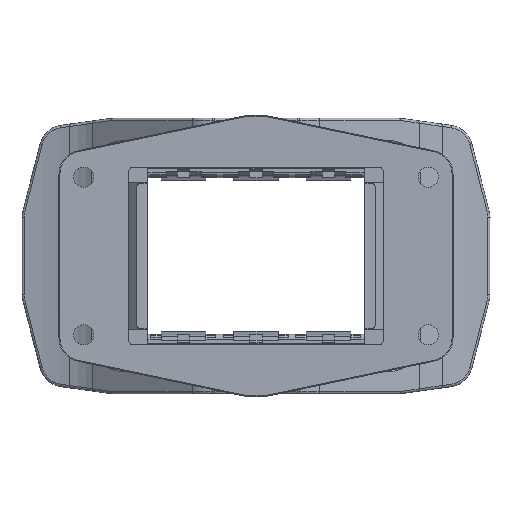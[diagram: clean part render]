
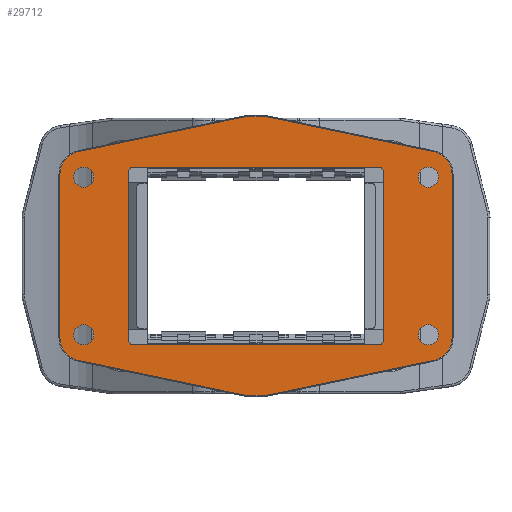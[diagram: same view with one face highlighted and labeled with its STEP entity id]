
A CAD part, front view. The second image highlights one B-rep face of the part: STEP entity #29712.
In plain terms, the highlighted planar face has unit normal (0, -1, 0).
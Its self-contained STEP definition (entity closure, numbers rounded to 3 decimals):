
#7961=DIRECTION('',(-0.979,0.,0.205));
#7962=VECTOR('',#7961,34.7);
#7963=CARTESIAN_POINT('',(-1.85,-63.23,-28.3));
#7964=LINE('',#7963,#7962);
#7965=CARTESIAN_POINT('',(-34.85,-63.23,-16.588));
#7966=DIRECTION('',(0.,1.,0.));
#7967=DIRECTION('',(-0.205,0.,-0.979));
#7968=AXIS2_PLACEMENT_3D('',#7965,#7966,#7967);
#7970=CARTESIAN_POINT('',(-34.85,-63.23,16.588));
#7971=DIRECTION('',(0.,1.,0.));
#7972=DIRECTION('',(-1.,0.,0.));
#7973=AXIS2_PLACEMENT_3D('',#7970,#7971,#7972);
#7975=DIRECTION('',(0.979,0.,0.205));
#7976=VECTOR('',#7975,34.7);
#7977=CARTESIAN_POINT('',(-35.813,-63.23,
21.188));
#7978=LINE('',#7977,#7976);
#7979=DIRECTION('',(0.979,0.,-0.205));
#7980=VECTOR('',#7979,34.7);
#7981=CARTESIAN_POINT('',(2.35,-63.23,28.3));
#7982=LINE('',#7981,#7980);
#7983=CARTESIAN_POINT('',(35.35,-63.23,16.588));
#7984=DIRECTION('',(0.,1.,0.));
#7985=DIRECTION('',(0.205,0.,0.979));
#7986=AXIS2_PLACEMENT_3D('',#7983,#7984,#7985);
#7988=CARTESIAN_POINT('',(35.35,-63.23,-16.588));
#7989=DIRECTION('',(0.,1.,0.));
#7990=DIRECTION('',(1.,0.,0.));
#7991=AXIS2_PLACEMENT_3D('',#7988,#7989,#7990);
#7993=DIRECTION('',(-0.979,0.,-0.205));
#7994=VECTOR('',#7993,34.7);
#7995=CARTESIAN_POINT('',(36.313,-63.23,
-21.188));
#7996=LINE('',#7995,#7994);
#7997=CARTESIAN_POINT('',(35.25,-63.23,16.));
#7998=DIRECTION('',(0.,-1.,0.));
#7999=DIRECTION('',(1.,0.,0.));
#8000=AXIS2_PLACEMENT_3D('',#7997,#7998,#7999);
#8002=CARTESIAN_POINT('',(35.25,-63.23,16.));
#8003=DIRECTION('',(0.,-1.,0.));
#8004=DIRECTION('',(-1.,0.,0.));
#8005=AXIS2_PLACEMENT_3D('',#8002,#8003,#8004);
#8007=CARTESIAN_POINT('',(-34.75,-63.23,-16.));
#8008=DIRECTION('',(0.,-1.,0.));
#8009=DIRECTION('',(1.,0.,0.));
#8010=AXIS2_PLACEMENT_3D('',#8007,#8008,#8009);
#8012=CARTESIAN_POINT('',(-34.75,-63.23,-16.));
#8013=DIRECTION('',(0.,-1.,0.));
#8014=DIRECTION('',(-1.,0.,0.));
#8015=AXIS2_PLACEMENT_3D('',#8012,#8013,#8014);
#8017=CARTESIAN_POINT('',(-34.75,-63.23,16.));
#8018=DIRECTION('',(0.,-1.,0.));
#8019=DIRECTION('',(1.,0.,0.));
#8020=AXIS2_PLACEMENT_3D('',#8017,#8018,#8019);
#8022=CARTESIAN_POINT('',(-34.75,-63.23,16.));
#8023=DIRECTION('',(0.,-1.,0.));
#8024=DIRECTION('',(-1.,0.,0.));
#8025=AXIS2_PLACEMENT_3D('',#8022,#8023,#8024);
#8027=CARTESIAN_POINT('',(35.25,-63.23,-16.));
#8028=DIRECTION('',(0.,-1.,0.));
#8029=DIRECTION('',(1.,0.,0.));
#8030=AXIS2_PLACEMENT_3D('',#8027,#8028,#8029);
#8032=CARTESIAN_POINT('',(35.25,-63.23,-16.));
#8033=DIRECTION('',(0.,-1.,0.));
#8034=DIRECTION('',(-1.,0.,0.));
#8035=AXIS2_PLACEMENT_3D('',#8032,#8033,#8034);
#8037=CARTESIAN_POINT('',(25.15,-63.23,-17.));
#8038=DIRECTION('',(0.,-1.,0.));
#8039=DIRECTION('',(0.,0.,-1.));
#8040=AXIS2_PLACEMENT_3D('',#8037,#8038,#8039);
#8042=CARTESIAN_POINT('',(25.15,-63.23,17.));
#8043=DIRECTION('',(0.,-1.,0.));
#8044=DIRECTION('',(1.,0.,0.));
#8045=AXIS2_PLACEMENT_3D('',#8042,#8043,#8044);
#8047=CARTESIAN_POINT('',(-24.65,-63.23,17.));
#8048=DIRECTION('',(0.,-1.,0.));
#8049=DIRECTION('',(0.,0.,1.));
#8050=AXIS2_PLACEMENT_3D('',#8047,#8048,#8049);
#8052=CARTESIAN_POINT('',(-24.65,-63.23,-17.));
#8053=DIRECTION('',(0.,-1.,0.));
#8054=DIRECTION('',(-1.,0.,0.));
#8055=AXIS2_PLACEMENT_3D('',#8052,#8053,#8054);
#8061=DIRECTION('',(0.,0.,-1.));
#8062=VECTOR('',#8061,33.175);
#8063=CARTESIAN_POINT('',(-39.55,-63.23,16.588));
#8064=LINE('',#8063,#8062);
#8077=DIRECTION('',(-1.,0.,0.));
#8078=VECTOR('',#8077,4.2);
#8079=CARTESIAN_POINT('',(2.35,-63.23,28.3));
#8080=LINE('',#8079,#8078);
#8093=DIRECTION('',(0.,0.,1.));
#8094=VECTOR('',#8093,33.175);
#8095=CARTESIAN_POINT('',(40.05,-63.23,-16.588));
#8096=LINE('',#8095,#8094);
#8113=DIRECTION('',(1.,0.,0.));
#8114=VECTOR('',#8113,4.2);
#8115=CARTESIAN_POINT('',(-1.85,-63.23,-28.3));
#8116=LINE('',#8115,#8114);
#9859=DIRECTION('',(0.,0.,1.));
#9860=VECTOR('',#9859,34.);
#9861=CARTESIAN_POINT('',(-25.65,-63.23,-17.));
#9862=LINE('',#9861,#9860);
#9892=DIRECTION('',(-1.,0.,0.));
#9893=VECTOR('',#9892,49.8);
#9894=CARTESIAN_POINT('',(25.15,-63.23,-18.));
#9895=LINE('',#9894,#9893);
#9900=DIRECTION('',(1.,0.,0.));
#9901=VECTOR('',#9900,49.8);
#9902=CARTESIAN_POINT('',(-24.65,-63.23,18.));
#9903=LINE('',#9902,#9901);
#11628=DIRECTION('',(0.,0.,-1.));
#11629=VECTOR('',#11628,34.);
#11630=CARTESIAN_POINT('',(26.15,-63.23,17.));
#11631=LINE('',#11630,#11629);
#17187=CARTESIAN_POINT('',(25.15,-63.23,-18.));
#17188=CARTESIAN_POINT('',(26.15,-63.23,-17.));
#17189=VERTEX_POINT('',#17187);
#17190=VERTEX_POINT('',#17188);
#17191=CARTESIAN_POINT('',(26.15,-63.23,17.));
#17192=CARTESIAN_POINT('',(25.15,-63.23,18.));
#17193=VERTEX_POINT('',#17191);
#17194=VERTEX_POINT('',#17192);
#17195=CARTESIAN_POINT('',(-24.65,-63.23,18.));
#17196=CARTESIAN_POINT('',(-25.65,-63.23,17.));
#17197=VERTEX_POINT('',#17195);
#17198=VERTEX_POINT('',#17196);
#17199=CARTESIAN_POINT('',(-25.65,-63.23,-17.));
#17200=CARTESIAN_POINT('',(-24.65,-63.23,-18.));
#17201=VERTEX_POINT('',#17199);
#17202=VERTEX_POINT('',#17200);
#17203=CARTESIAN_POINT('',(37.3,-63.23,16.));
#17204=CARTESIAN_POINT('',(33.2,-63.23,16.));
#17205=VERTEX_POINT('',#17203);
#17206=VERTEX_POINT('',#17204);
#17207=CARTESIAN_POINT('',(-32.7,-63.23,-16.));
#17208=CARTESIAN_POINT('',(-36.8,-63.23,-16.));
#17209=VERTEX_POINT('',#17207);
#17210=VERTEX_POINT('',#17208);
#17211=CARTESIAN_POINT('',(-32.7,-63.23,16.));
#17212=CARTESIAN_POINT('',(-36.8,-63.23,16.));
#17213=VERTEX_POINT('',#17211);
#17214=VERTEX_POINT('',#17212);
#17215=CARTESIAN_POINT('',(37.3,-63.23,-16.));
#17216=CARTESIAN_POINT('',(33.2,-63.23,-16.));
#17217=VERTEX_POINT('',#17215);
#17218=VERTEX_POINT('',#17216);
#17219=CARTESIAN_POINT('',(-1.85,-63.23,-28.3));
#17220=CARTESIAN_POINT('',(-35.813,-63.23,
-21.188));
#17221=VERTEX_POINT('',#17219);
#17222=VERTEX_POINT('',#17220);
#17223=CARTESIAN_POINT('',(-39.55,-63.23,-16.588));
#17224=VERTEX_POINT('',#17223);
#17225=CARTESIAN_POINT('',(-39.55,-63.23,16.588));
#17226=CARTESIAN_POINT('',(-35.813,-63.23,
21.188));
#17227=VERTEX_POINT('',#17225);
#17228=VERTEX_POINT('',#17226);
#17229=CARTESIAN_POINT('',(-1.85,-63.23,28.3));
#17230=VERTEX_POINT('',#17229);
#17231=CARTESIAN_POINT('',(2.35,-63.23,28.3));
#17232=CARTESIAN_POINT('',(36.313,-63.23,
21.188));
#17233=VERTEX_POINT('',#17231);
#17234=VERTEX_POINT('',#17232);
#17235=CARTESIAN_POINT('',(40.05,-63.23,16.588));
#17236=VERTEX_POINT('',#17235);
#17237=CARTESIAN_POINT('',(40.05,-63.23,-16.588));
#17238=CARTESIAN_POINT('',(36.313,-63.23,
-21.188));
#17239=VERTEX_POINT('',#17237);
#17240=VERTEX_POINT('',#17238);
#17241=CARTESIAN_POINT('',(2.35,-63.23,-28.3));
#17242=VERTEX_POINT('',#17241);
#29641=CARTESIAN_POINT('',(0.25,-63.23,0.));
#29642=DIRECTION('',(0.,1.,0.));
#29643=DIRECTION('',(1.,0.,0.));
#29644=AXIS2_PLACEMENT_3D('',#29641,#29642,#29643);
#29645=PLANE('',#29644);
#29647=ORIENTED_EDGE('',*,*,#29646,.T.);
#29649=ORIENTED_EDGE('',*,*,#29648,.T.);
#29651=ORIENTED_EDGE('',*,*,#29650,.F.);
#29653=ORIENTED_EDGE('',*,*,#29652,.T.);
#29655=ORIENTED_EDGE('',*,*,#29654,.T.);
#29657=ORIENTED_EDGE('',*,*,#29656,.F.);
#29659=ORIENTED_EDGE('',*,*,#29658,.T.);
#29661=ORIENTED_EDGE('',*,*,#29660,.T.);
#29663=ORIENTED_EDGE('',*,*,#29662,.F.);
#29665=ORIENTED_EDGE('',*,*,#29664,.T.);
#29667=ORIENTED_EDGE('',*,*,#29666,.T.);
#29669=ORIENTED_EDGE('',*,*,#29668,.F.);
#29670=EDGE_LOOP('',(#29647,#29649,#29651,#29653,#29655,#29657,#29659,#29661,
#29663,#29665,#29667,#29669));
#29671=FACE_OUTER_BOUND('',#29670,.F.);
#29673=ORIENTED_EDGE('',*,*,#29672,.T.);
#29675=ORIENTED_EDGE('',*,*,#29674,.T.);
#29676=EDGE_LOOP('',(#29673,#29675));
#29677=FACE_BOUND('',#29676,.F.);
#29678=ORIENTED_EDGE('',*,*,#29634,.T.);
#29679=ORIENTED_EDGE('',*,*,#29620,.T.);
#29680=EDGE_LOOP('',(#29678,#29679));
#29681=FACE_BOUND('',#29680,.F.);
#29683=ORIENTED_EDGE('',*,*,#29682,.T.);
#29685=ORIENTED_EDGE('',*,*,#29684,.T.);
#29686=EDGE_LOOP('',(#29683,#29685));
#29687=FACE_BOUND('',#29686,.F.);
#29689=ORIENTED_EDGE('',*,*,#29688,.T.);
#29691=ORIENTED_EDGE('',*,*,#29690,.T.);
#29692=EDGE_LOOP('',(#29689,#29691));
#29693=FACE_BOUND('',#29692,.F.);
#29695=ORIENTED_EDGE('',*,*,#29694,.T.);
#29697=ORIENTED_EDGE('',*,*,#29696,.F.);
#29699=ORIENTED_EDGE('',*,*,#29698,.T.);
#29701=ORIENTED_EDGE('',*,*,#29700,.F.);
#29703=ORIENTED_EDGE('',*,*,#29702,.T.);
#29705=ORIENTED_EDGE('',*,*,#29704,.F.);
#29707=ORIENTED_EDGE('',*,*,#29706,.T.);
#29709=ORIENTED_EDGE('',*,*,#29708,.F.);
#29710=EDGE_LOOP('',(#29695,#29697,#29699,#29701,#29703,#29705,#29707,#29709));
#29711=FACE_BOUND('',#29710,.F.);
#29712=ADVANCED_FACE('',(#29671,#29677,#29681,#29687,#29693,#29711),#29645,.F.);
#7969=CIRCLE('',#7968,4.7);
#7974=CIRCLE('',#7973,4.7);
#7987=CIRCLE('',#7986,4.7);
#7992=CIRCLE('',#7991,4.7);
#8001=CIRCLE('',#8000,2.05);
#8006=CIRCLE('',#8005,2.05);
#8011=CIRCLE('',#8010,2.05);
#8016=CIRCLE('',#8015,2.05);
#8021=CIRCLE('',#8020,2.05);
#8026=CIRCLE('',#8025,2.05);
#8031=CIRCLE('',#8030,2.05);
#8036=CIRCLE('',#8035,2.05);
#8041=CIRCLE('',#8040,1.);
#8046=CIRCLE('',#8045,1.);
#8051=CIRCLE('',#8050,1.);
#8056=CIRCLE('',#8055,1.);
#29620=EDGE_CURVE('',#17210,#17209,#8016,.T.);
#29634=EDGE_CURVE('',#17209,#17210,#8011,.T.);
#29646=EDGE_CURVE('',#17221,#17222,#7964,.T.);
#29648=EDGE_CURVE('',#17222,#17224,#7969,.T.);
#29650=EDGE_CURVE('',#17227,#17224,#8064,.T.);
#29652=EDGE_CURVE('',#17227,#17228,#7974,.T.);
#29654=EDGE_CURVE('',#17228,#17230,#7978,.T.);
#29656=EDGE_CURVE('',#17233,#17230,#8080,.T.);
#29658=EDGE_CURVE('',#17233,#17234,#7982,.T.);
#29660=EDGE_CURVE('',#17234,#17236,#7987,.T.);
#29662=EDGE_CURVE('',#17239,#17236,#8096,.T.);
#29664=EDGE_CURVE('',#17239,#17240,#7992,.T.);
#29666=EDGE_CURVE('',#17240,#17242,#7996,.T.);
#29668=EDGE_CURVE('',#17221,#17242,#8116,.T.);
#29672=EDGE_CURVE('',#17205,#17206,#8001,.T.);
#29674=EDGE_CURVE('',#17206,#17205,#8006,.T.);
#29682=EDGE_CURVE('',#17213,#17214,#8021,.T.);
#29684=EDGE_CURVE('',#17214,#17213,#8026,.T.);
#29688=EDGE_CURVE('',#17217,#17218,#8031,.T.);
#29690=EDGE_CURVE('',#17218,#17217,#8036,.T.);
#29694=EDGE_CURVE('',#17189,#17190,#8041,.T.);
#29696=EDGE_CURVE('',#17193,#17190,#11631,.T.);
#29698=EDGE_CURVE('',#17193,#17194,#8046,.T.);
#29700=EDGE_CURVE('',#17197,#17194,#9903,.T.);
#29702=EDGE_CURVE('',#17197,#17198,#8051,.T.);
#29704=EDGE_CURVE('',#17201,#17198,#9862,.T.);
#29706=EDGE_CURVE('',#17201,#17202,#8056,.T.);
#29708=EDGE_CURVE('',#17189,#17202,#9895,.T.);
